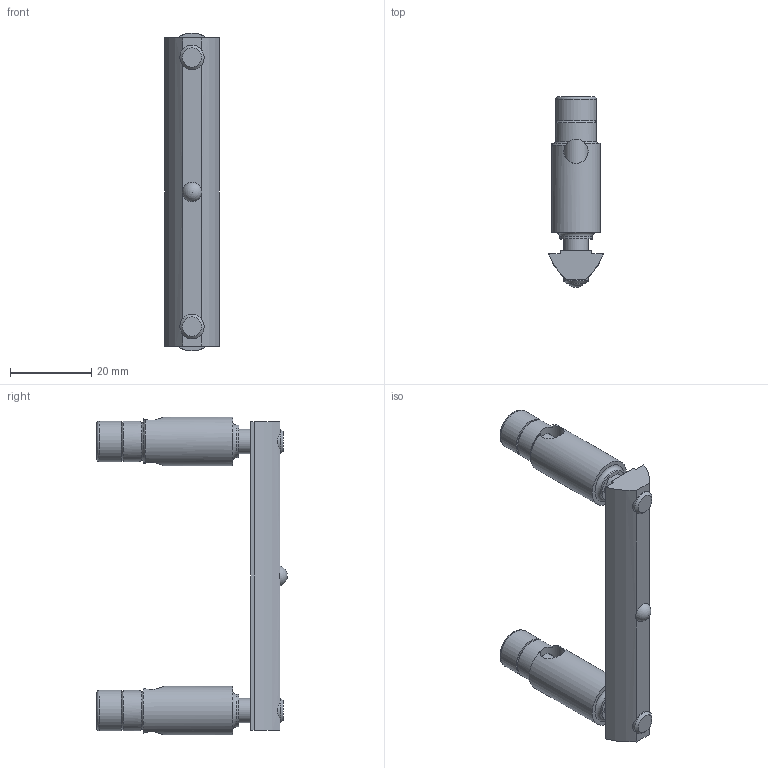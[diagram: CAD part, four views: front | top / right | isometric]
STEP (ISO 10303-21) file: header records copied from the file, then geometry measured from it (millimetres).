
FILE_DESCRIPTION(/* description */ ('Titel eingeben'),/* implementation_level */ '2;1');
FILE_NAME(/* name */ '13295_KriTec_Automatik-Verbindungssatz_8_80_verzinkt.stp',/* time_stamp */ '2017-04-05T15:53:32+02:00',/* author */ ('Nell'),/* organization */ (''),/* preprocessor_version */ 'ST-DEVELOPER v16.1',/* originating_system */ 'Autodesk Inventor 2016',/* authorisation */ '');
FILE_SCHEMA (('AUTOMOTIVE_DESIGN { 1 0 10303 214 3 1 1 }'));
Length unit declared in the file: millimetre
Products named in the file (1): 13295_KriTec_Automatik-Verbindungssatz_8_80_verzinkt
Bounding box: 13.5 x 47 x 78.4 mm (x, y, z)
Volume: 11748.6 mm3; surface area: 8127.9 mm2
Topology: 1 solids, 1 shells, 122 faces, 325 edges, 202 vertices
Faces by surface type: plane 87, cylinder 18, cone 8, torus 8, sphere 1
Full cylindrical faces by diameter (mm): 6 x8, 8 x2, 10 x4, 12 x2
Entity records: 4014 total; most frequent: CARTESIAN_POINT 946, ORIENTED_EDGE 616, DIRECTION 588, EDGE_CURVE 284, AXIS2_PLACEMENT_3D 221, VERTEX_POINT 190, EDGE_LOOP 168, LINE 146
